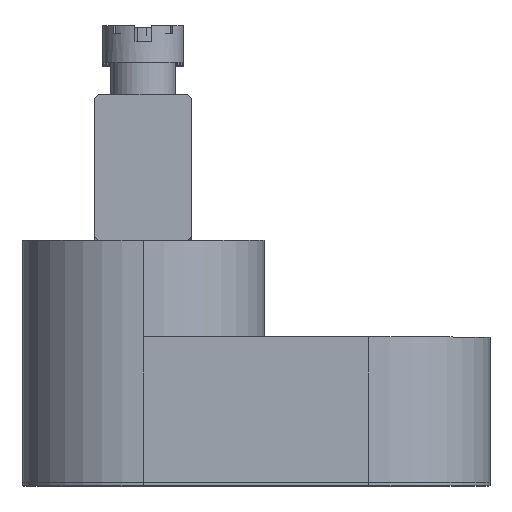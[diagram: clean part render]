
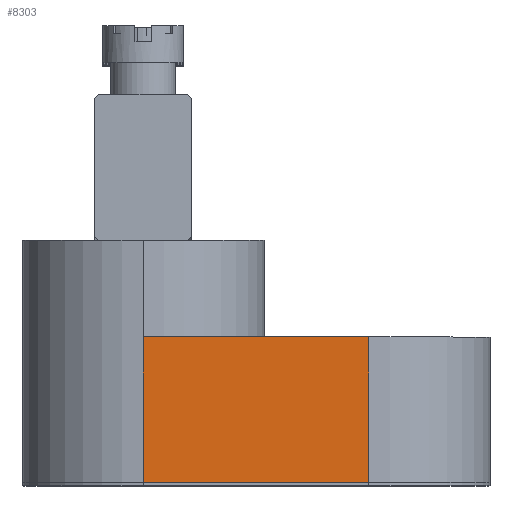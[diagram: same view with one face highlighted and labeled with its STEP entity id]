
A CAD part, top view. The second image highlights one B-rep face of the part: STEP entity #8303.
In plain terms, the highlighted planar face has unit normal (0, 0, 1).
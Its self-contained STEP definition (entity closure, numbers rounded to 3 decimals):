
#90 = DIRECTION ( 'NONE',  ( 1., 0., 0. ) ) ;
#108 = CARTESIAN_POINT ( 'NONE',  ( -14.5, 0., 7.5 ) ) ;
#319 = CARTESIAN_POINT ( 'NONE',  ( -7., 9., 7.5 ) ) ;
#486 = LINE ( 'NONE', #7426, #3929 ) ;
#797 = LINE ( 'NONE', #3404, #6864 ) ;
#1235 = VERTEX_POINT ( 'NONE', #7993 ) ;
#1663 = EDGE_CURVE ( 'NONE', #5060, #8487, #7586, .T. ) ;
#2345 = FACE_OUTER_BOUND ( 'NONE', #3310, .T. ) ;
#2663 = EDGE_CURVE ( 'NONE', #6492, #1235, #7312, .T. ) ;
#2916 = EDGE_CURVE ( 'NONE', #8487, #1235, #486, .T. ) ;
#3310 = EDGE_LOOP ( 'NONE', ( #5882, #6172, #3531, #8090 ) ) ;
#3404 = CARTESIAN_POINT ( 'NONE',  ( -7., -10.607, 7.5 ) ) ;
#3406 = DIRECTION ( 'NONE',  ( 0., 1., 0. ) ) ;
#3531 = ORIENTED_EDGE ( 'NONE', *, *, #5509, .F. ) ;
#3568 = PLANE ( 'NONE',  #7977 ) ;
#3929 = VECTOR ( 'NONE', #7325, 1000. ) ;
#4337 = DIRECTION ( 'NONE',  ( -1., 0., 0. ) ) ;
#5060 = VERTEX_POINT ( 'NONE', #8066 ) ;
#5509 = EDGE_CURVE ( 'NONE', #5060, #6492, #797, .T. ) ;
#5882 = ORIENTED_EDGE ( 'NONE', *, *, #2916, .T. ) ;
#6172 = ORIENTED_EDGE ( 'NONE', *, *, #2663, .F. ) ;
#6492 = VERTEX_POINT ( 'NONE', #319 ) ;
#6864 = VECTOR ( 'NONE', #3406, 1000. ) ;
#7055 = VECTOR ( 'NONE', #8333, 1000. ) ;
#7064 = CARTESIAN_POINT ( 'NONE',  ( 7., 0., 7.5 ) ) ;
#7312 = LINE ( 'NONE', #8123, #7055 ) ;
#7325 = DIRECTION ( 'NONE',  ( 0., 1., 0. ) ) ;
#7426 = CARTESIAN_POINT ( 'NONE',  ( 7., -10.607, 7.5 ) ) ;
#7477 = CARTESIAN_POINT ( 'NONE',  ( -14.5, 9., 7.5 ) ) ;
#7586 = LINE ( 'NONE', #108, #9376 ) ;
#7977 = AXIS2_PLACEMENT_3D ( 'NONE', #7477, #9093, #4337 ) ;
#7993 = CARTESIAN_POINT ( 'NONE',  ( 7., 9., 7.5 ) ) ;
#8066 = CARTESIAN_POINT ( 'NONE',  ( -7., 0., 7.5 ) ) ;
#8090 = ORIENTED_EDGE ( 'NONE', *, *, #1663, .T. ) ;
#8123 = CARTESIAN_POINT ( 'NONE',  ( -14.5, 9., 7.5 ) ) ;
#8303 = ADVANCED_FACE ( 'NONE', ( #2345 ), #3568, .F. ) ;
#8333 = DIRECTION ( 'NONE',  ( 1., 0., 0. ) ) ;
#8487 = VERTEX_POINT ( 'NONE', #7064 ) ;
#9093 = DIRECTION ( 'NONE',  ( 0., 0., -1. ) ) ;
#9376 = VECTOR ( 'NONE', #90, 1000. ) ;
